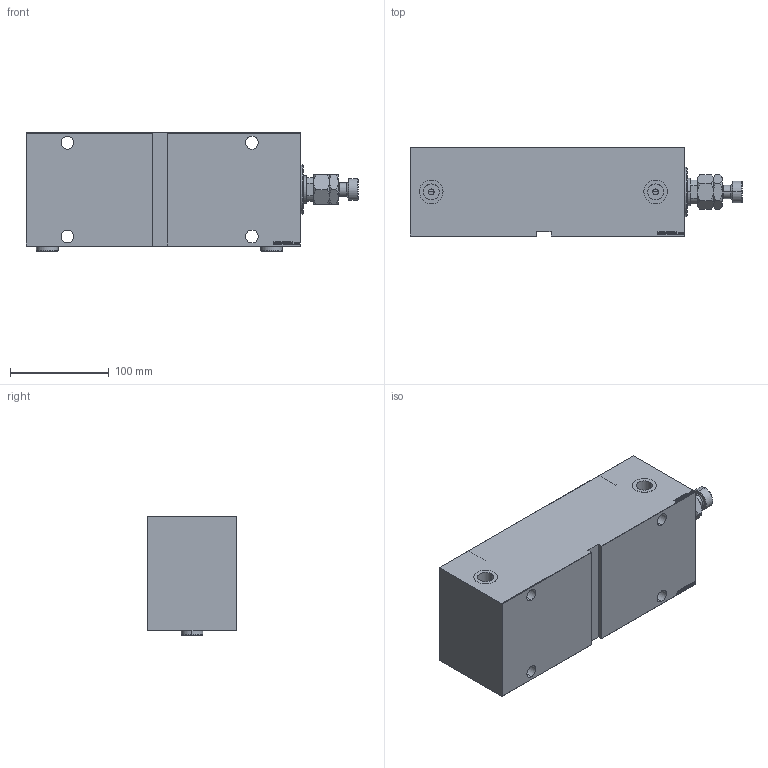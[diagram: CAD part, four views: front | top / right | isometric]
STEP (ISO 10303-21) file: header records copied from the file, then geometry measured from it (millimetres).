
FILE_DESCRIPTION (( 'STEP AP203' ), '1' );
FILE_NAME ('6024.STEP', '2024-02-12T20:09:19', ( '' ), ( '' ), 'SwSTEP 2.0', 'SolidWorks 2019', '' );
FILE_SCHEMA (( 'CONFIG_CONTROL_DESIGN' ));
Length unit declared in the file: millimetre
Products named in the file (6): 6024; V450CM_E_VCP 41dd9bcee628690aaad382779ceabba9; Zatka_OIL_PORT 41dd9bcee628690aaad382779ceabba9; V450CM_VC_B 41dd9bcee628690aaad382779ceabba9; V450CM_E_Body 41dd9bcee628690aaad382779ceabba9; MFA 41dd9bcee628690aaad382779ceabba9
Assembly tree (6 placements, depth 2):
  6024
    V450CM_E_Body 41dd9bcee628690aaad382779ceabba9
    V450CM_E_VCP 41dd9bcee628690aaad382779ceabba9
    V450CM_VC_B 41dd9bcee628690aaad382779ceabba9
    MFA 41dd9bcee628690aaad382779ceabba9
    Zatka_OIL_PORT 41dd9bcee628690aaad382779ceabba9  x2
Bounding box: 336.5 x 90 x 119.9 mm (x, y, z)
Volume: 2336238.5 mm3; surface area: 265496.9 mm2
Topology: 6 solids, 6 shells, 964 faces, 2426 edges, 1591 vertices
Faces by surface type: plane 462, bspline 380, cylinder 72, cone 46, torus 4
Entity records: 46070 total; most frequent: CARTESIAN_POINT 25237, ORIENTED_EDGE 4768, DIRECTION 2896, EDGE_CURVE 2384, VERTEX_POINT 1567, VECTOR 1380, LINE 1380, EDGE_LOOP 1077
